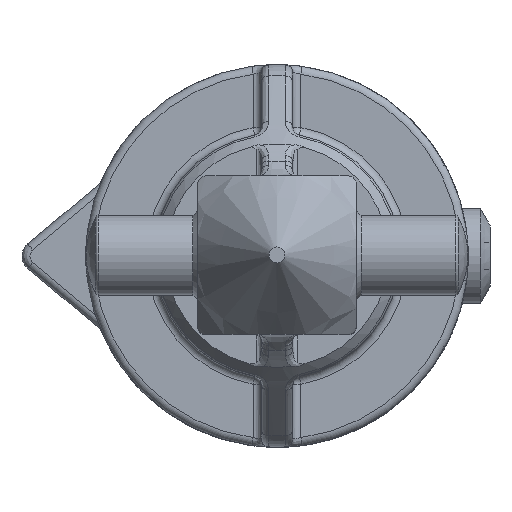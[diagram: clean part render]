
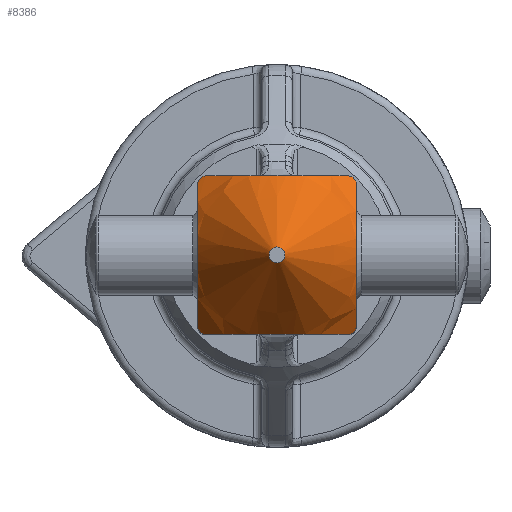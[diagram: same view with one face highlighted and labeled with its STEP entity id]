
A CAD part, top view. The second image highlights one B-rep face of the part: STEP entity #8386.
In plain terms, the highlighted conical face has half-angle 35 degrees and reference radius 3.721 mm.
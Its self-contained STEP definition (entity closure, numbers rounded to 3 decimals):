
#25=(
BOUNDED_CURVE()
B_SPLINE_CURVE(2,(#16102,#16103,#16104),.UNSPECIFIED.,.F.,.F.)
B_SPLINE_CURVE_WITH_KNOTS((3,3),(0.031,1.088),
 .UNSPECIFIED.)
CURVE()
GEOMETRIC_REPRESENTATION_ITEM()
RATIONAL_B_SPLINE_CURVE((1.021,1.374,1.021))
REPRESENTATION_ITEM('')
);
#26=(
BOUNDED_CURVE()
B_SPLINE_CURVE(2,(#16119,#16120,#16121),.UNSPECIFIED.,.F.,.F.)
B_SPLINE_CURVE_WITH_KNOTS((3,3),(0.031,1.088),
 .UNSPECIFIED.)
CURVE()
GEOMETRIC_REPRESENTATION_ITEM()
RATIONAL_B_SPLINE_CURVE((1.021,1.374,1.021))
REPRESENTATION_ITEM('')
);
#27=(
BOUNDED_CURVE()
B_SPLINE_CURVE(2,(#16133,#16134,#16135),.UNSPECIFIED.,.F.,.F.)
B_SPLINE_CURVE_WITH_KNOTS((3,3),(0.031,1.088),
 .UNSPECIFIED.)
CURVE()
GEOMETRIC_REPRESENTATION_ITEM()
RATIONAL_B_SPLINE_CURVE((1.021,1.374,1.021))
REPRESENTATION_ITEM('')
);
#28=(
BOUNDED_CURVE()
B_SPLINE_CURVE(2,(#16157,#16158,#16159),.UNSPECIFIED.,.F.,.F.)
B_SPLINE_CURVE_WITH_KNOTS((3,3),(0.031,1.088),
 .UNSPECIFIED.)
CURVE()
GEOMETRIC_REPRESENTATION_ITEM()
RATIONAL_B_SPLINE_CURVE((1.021,1.374,1.021))
REPRESENTATION_ITEM('')
);
#42=CONICAL_SURFACE('',#8877,3.721,35.);
#457=B_SPLINE_CURVE_WITH_KNOTS('',3,(#16166,#16167,#16168,#16169,#16170,
#16171,#16172,#16173,#16174,#16175,#16176,#16177,#16178,#16179),
 .UNSPECIFIED.,.F.,.F.,(4,2,2,2,2,2,4),(0.267,0.291,
0.3,0.31,0.319,0.328,
0.352),.UNSPECIFIED.);
#458=B_SPLINE_CURVE_WITH_KNOTS('',3,(#16180,#16181,#16182,#16183,#16184,
#16185,#16186,#16187,#16188,#16189,#16190,#16191,#16192,#16193),
 .UNSPECIFIED.,.F.,.F.,(4,2,2,2,2,2,4),(0.267,0.291,
0.3,0.31,0.319,0.328,
0.352),.UNSPECIFIED.);
#459=B_SPLINE_CURVE_WITH_KNOTS('',3,(#16194,#16195,#16196,#16197,#16198,
#16199,#16200,#16201,#16202,#16203,#16204,#16205,#16206,#16207),
 .UNSPECIFIED.,.F.,.F.,(4,2,2,2,2,2,4),(0.267,0.291,
0.3,0.31,0.319,0.328,
0.352),.UNSPECIFIED.);
#460=B_SPLINE_CURVE_WITH_KNOTS('',3,(#16208,#16209,#16210,#16211,#16212,
#16213,#16214,#16215,#16216,#16217,#16218,#16219,#16220,#16221),
 .UNSPECIFIED.,.F.,.F.,(4,2,2,2,2,2,4),(0.267,0.291,
0.3,0.31,0.319,0.328,
0.352),.UNSPECIFIED.);
#800=FACE_BOUND('',#1854,.T.);
#1283=FACE_OUTER_BOUND('',#1853,.T.);
#1853=EDGE_LOOP('',(#6872,#6873,#6874,#6875,#6876,#6877,#6878,#6879));
#1854=EDGE_LOOP('',(#6880));
#3157=CIRCLE('',#8878,0.5);
#3894=VERTEX_POINT('',#16099);
#3895=VERTEX_POINT('',#16101);
#3897=VERTEX_POINT('',#16116);
#3898=VERTEX_POINT('',#16118);
#3900=VERTEX_POINT('',#16130);
#3901=VERTEX_POINT('',#16132);
#3904=VERTEX_POINT('',#16154);
#3905=VERTEX_POINT('',#16156);
#3907=VERTEX_POINT('',#16222);
#4909=EDGE_CURVE('',#3894,#3895,#25,.T.);
#4917=EDGE_CURVE('',#3897,#3898,#26,.T.);
#4923=EDGE_CURVE('',#3900,#3901,#27,.T.);
#4934=EDGE_CURVE('',#3904,#3905,#28,.T.);
#4937=EDGE_CURVE('',#3904,#3895,#457,.T.);
#4938=EDGE_CURVE('',#3894,#3898,#458,.T.);
#4939=EDGE_CURVE('',#3897,#3901,#459,.T.);
#4940=EDGE_CURVE('',#3900,#3905,#460,.T.);
#4941=EDGE_CURVE('',#3907,#3907,#3157,.T.);
#6872=ORIENTED_EDGE('',*,*,#4934,.F.);
#6873=ORIENTED_EDGE('',*,*,#4937,.T.);
#6874=ORIENTED_EDGE('',*,*,#4909,.F.);
#6875=ORIENTED_EDGE('',*,*,#4938,.T.);
#6876=ORIENTED_EDGE('',*,*,#4917,.F.);
#6877=ORIENTED_EDGE('',*,*,#4939,.T.);
#6878=ORIENTED_EDGE('',*,*,#4923,.F.);
#6879=ORIENTED_EDGE('',*,*,#4940,.T.);
#6880=ORIENTED_EDGE('',*,*,#4941,.F.);
#8386=ADVANCED_FACE('',(#1283,#800),#42,.T.);
#8877=AXIS2_PLACEMENT_3D('',#16165,#10040,#10041);
#8878=AXIS2_PLACEMENT_3D('',#16223,#10042,#10043);
#10040=DIRECTION('center_axis',(0.,0.,1.));
#10041=DIRECTION('ref_axis',(0.,-1.,0.));
#10042=DIRECTION('center_axis',(0.,0.,-1.));
#10043=DIRECTION('ref_axis',(0.,-1.,0.));
#16099=CARTESIAN_POINT('',(-4.475,-4.975,8.842));
#16101=CARTESIAN_POINT('',(4.475,-4.975,8.842));
#16102=CARTESIAN_POINT('Ctrl Pts',(-4.475,-4.975,8.842));
#16103=CARTESIAN_POINT('Ctrl Pts',(0.,-4.975,4.568));
#16104=CARTESIAN_POINT('Ctrl Pts',(4.475,-4.975,8.842));
#16116=CARTESIAN_POINT('',(-4.975,4.475,8.842));
#16118=CARTESIAN_POINT('',(-4.975,-4.475,8.842));
#16119=CARTESIAN_POINT('Ctrl Pts',(-4.975,4.475,8.842));
#16120=CARTESIAN_POINT('Ctrl Pts',(-4.975,0.,4.568));
#16121=CARTESIAN_POINT('Ctrl Pts',(-4.975,-4.475,8.842));
#16130=CARTESIAN_POINT('',(4.475,4.975,8.842));
#16132=CARTESIAN_POINT('',(-4.475,4.975,8.842));
#16133=CARTESIAN_POINT('Ctrl Pts',(4.475,4.975,8.842));
#16134=CARTESIAN_POINT('Ctrl Pts',(0.,4.975,4.568));
#16135=CARTESIAN_POINT('Ctrl Pts',(-4.475,4.975,8.842));
#16154=CARTESIAN_POINT('',(4.975,-4.475,8.842));
#16156=CARTESIAN_POINT('',(4.975,4.475,8.842));
#16157=CARTESIAN_POINT('Ctrl Pts',(4.975,-4.475,8.842));
#16158=CARTESIAN_POINT('Ctrl Pts',(4.975,0.,4.568));
#16159=CARTESIAN_POINT('Ctrl Pts',(4.975,4.475,8.842));
#16165=CARTESIAN_POINT('Origin',(0.,0.,4.6));
#16166=CARTESIAN_POINT('Ctrl Pts',(4.975,-4.475,8.842));
#16167=CARTESIAN_POINT('Ctrl Pts',(4.975,-4.534,8.899));
#16168=CARTESIAN_POINT('Ctrl Pts',(4.962,-4.607,8.956));
#16169=CARTESIAN_POINT('Ctrl Pts',(4.923,-4.698,9.005));
#16170=CARTESIAN_POINT('Ctrl Pts',(4.908,-4.727,9.017));
#16171=CARTESIAN_POINT('Ctrl Pts',(4.872,-4.781,9.034));
#16172=CARTESIAN_POINT('Ctrl Pts',(4.851,-4.807,9.038));
#16173=CARTESIAN_POINT('Ctrl Pts',(4.807,-4.851,9.038));
#16174=CARTESIAN_POINT('Ctrl Pts',(4.781,-4.872,9.034));
#16175=CARTESIAN_POINT('Ctrl Pts',(4.727,-4.908,9.017));
#16176=CARTESIAN_POINT('Ctrl Pts',(4.698,-4.923,9.005));
#16177=CARTESIAN_POINT('Ctrl Pts',(4.607,-4.962,8.956));
#16178=CARTESIAN_POINT('Ctrl Pts',(4.534,-4.975,8.899));
#16179=CARTESIAN_POINT('Ctrl Pts',(4.475,-4.975,8.842));
#16180=CARTESIAN_POINT('Ctrl Pts',(-4.475,-4.975,8.842));
#16181=CARTESIAN_POINT('Ctrl Pts',(-4.534,-4.975,8.899));
#16182=CARTESIAN_POINT('Ctrl Pts',(-4.607,-4.962,8.956));
#16183=CARTESIAN_POINT('Ctrl Pts',(-4.698,-4.923,
9.005));
#16184=CARTESIAN_POINT('Ctrl Pts',(-4.727,-4.908,
9.017));
#16185=CARTESIAN_POINT('Ctrl Pts',(-4.781,-4.872,
9.034));
#16186=CARTESIAN_POINT('Ctrl Pts',(-4.807,-4.851,
9.038));
#16187=CARTESIAN_POINT('Ctrl Pts',(-4.851,-4.807,
9.038));
#16188=CARTESIAN_POINT('Ctrl Pts',(-4.872,-4.781,
9.034));
#16189=CARTESIAN_POINT('Ctrl Pts',(-4.908,-4.727,
9.017));
#16190=CARTESIAN_POINT('Ctrl Pts',(-4.923,-4.698,
9.005));
#16191=CARTESIAN_POINT('Ctrl Pts',(-4.962,-4.607,8.956));
#16192=CARTESIAN_POINT('Ctrl Pts',(-4.975,-4.534,8.899));
#16193=CARTESIAN_POINT('Ctrl Pts',(-4.975,-4.475,8.842));
#16194=CARTESIAN_POINT('Ctrl Pts',(-4.975,4.475,8.842));
#16195=CARTESIAN_POINT('Ctrl Pts',(-4.975,4.534,8.899));
#16196=CARTESIAN_POINT('Ctrl Pts',(-4.962,4.607,8.956));
#16197=CARTESIAN_POINT('Ctrl Pts',(-4.923,4.698,9.005));
#16198=CARTESIAN_POINT('Ctrl Pts',(-4.908,4.727,9.017));
#16199=CARTESIAN_POINT('Ctrl Pts',(-4.872,4.781,9.034));
#16200=CARTESIAN_POINT('Ctrl Pts',(-4.851,4.807,9.038));
#16201=CARTESIAN_POINT('Ctrl Pts',(-4.807,4.851,9.038));
#16202=CARTESIAN_POINT('Ctrl Pts',(-4.781,4.872,9.034));
#16203=CARTESIAN_POINT('Ctrl Pts',(-4.727,4.908,9.017));
#16204=CARTESIAN_POINT('Ctrl Pts',(-4.698,4.923,9.005));
#16205=CARTESIAN_POINT('Ctrl Pts',(-4.607,4.962,8.956));
#16206=CARTESIAN_POINT('Ctrl Pts',(-4.534,4.975,8.899));
#16207=CARTESIAN_POINT('Ctrl Pts',(-4.475,4.975,8.842));
#16208=CARTESIAN_POINT('Ctrl Pts',(4.475,4.975,8.842));
#16209=CARTESIAN_POINT('Ctrl Pts',(4.534,4.975,8.899));
#16210=CARTESIAN_POINT('Ctrl Pts',(4.607,4.962,8.956));
#16211=CARTESIAN_POINT('Ctrl Pts',(4.698,4.923,9.005));
#16212=CARTESIAN_POINT('Ctrl Pts',(4.727,4.908,9.017));
#16213=CARTESIAN_POINT('Ctrl Pts',(4.781,4.872,9.034));
#16214=CARTESIAN_POINT('Ctrl Pts',(4.807,4.851,9.038));
#16215=CARTESIAN_POINT('Ctrl Pts',(4.851,4.807,9.038));
#16216=CARTESIAN_POINT('Ctrl Pts',(4.872,4.781,9.034));
#16217=CARTESIAN_POINT('Ctrl Pts',(4.908,4.727,9.017));
#16218=CARTESIAN_POINT('Ctrl Pts',(4.923,4.698,9.005));
#16219=CARTESIAN_POINT('Ctrl Pts',(4.962,4.607,8.956));
#16220=CARTESIAN_POINT('Ctrl Pts',(4.975,4.534,8.899));
#16221=CARTESIAN_POINT('Ctrl Pts',(4.975,4.475,8.842));
#16222=CARTESIAN_POINT('',(0.,-0.5,0.));
#16223=CARTESIAN_POINT('Origin',(0.,0.,0.));
